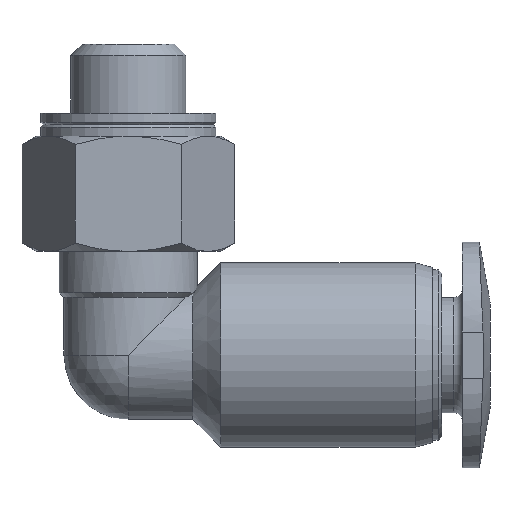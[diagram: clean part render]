
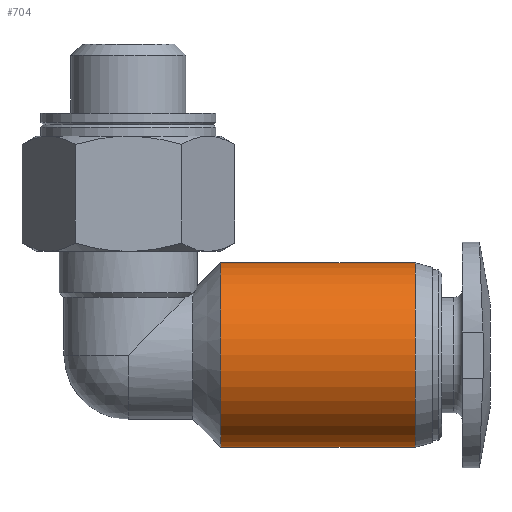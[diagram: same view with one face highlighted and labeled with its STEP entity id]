
A CAD part, front view. The second image highlights one B-rep face of the part: STEP entity #704.
In plain terms, the highlighted cylindrical face has radius 4 mm (diameter 8 mm), a partial arc.
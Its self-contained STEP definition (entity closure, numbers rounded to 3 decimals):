
#140 = VERTEX_POINT ( 'NONE', #504 ) ;
#321 = CIRCLE ( 'NONE', #1490, 4. ) ;
#329 = DIRECTION ( 'NONE',  ( 0., 0., -1. ) ) ;
#346 = EDGE_CURVE ( 'NONE', #999, #2274, #1656, .T. ) ;
#349 = CARTESIAN_POINT ( 'NONE',  ( 4., 0., 4. ) ) ;
#439 = CARTESIAN_POINT ( 'NONE',  ( 12.457, 0., 0. ) ) ;
#442 = CARTESIAN_POINT ( 'NONE',  ( 4., 0., -4. ) ) ;
#504 = CARTESIAN_POINT ( 'NONE',  ( 12.457, 0., 4. ) ) ;
#521 = CARTESIAN_POINT ( 'NONE',  ( 4., 0., 0. ) ) ;
#653 = ORIENTED_EDGE ( 'NONE', *, *, #2093, .T. ) ;
#704 = ADVANCED_FACE ( 'CYL_1', ( #2317 ), #1924, .T. ) ;
#934 = ORIENTED_EDGE ( 'NONE', *, *, #346, .T. ) ;
#999 = VERTEX_POINT ( 'NONE', #442 ) ;
#1156 = DIRECTION ( 'NONE',  ( 1., 0., 0. ) ) ;
#1256 = CARTESIAN_POINT ( 'NONE',  ( 15.7, 0., 4. ) ) ;
#1490 = AXIS2_PLACEMENT_3D ( 'NONE', #439, #1905, #2256 ) ;
#1510 = CARTESIAN_POINT ( 'NONE',  ( 12.457, 0., -4. ) ) ;
#1656 = LINE ( 'NONE', #1904, #1846 ) ;
#1693 = AXIS2_PLACEMENT_3D ( 'NONE', #521, #1983, #2342 ) ;
#1782 = CARTESIAN_POINT ( 'NONE',  ( 15.7, 0., 0. ) ) ;
#1846 = VECTOR ( 'NONE', #1156, 1000. ) ;
#1869 = LINE ( 'NONE', #1256, #2233 ) ;
#1904 = CARTESIAN_POINT ( 'NONE',  ( 15.7, 0., -4. ) ) ;
#1905 = DIRECTION ( 'NONE',  ( 1., 0., 0. ) ) ;
#1913 = EDGE_LOOP ( 'NONE', ( #2278, #653, #934, #2102 ) ) ;
#1924 = CYLINDRICAL_SURFACE ( 'NONE', #2121, 4. ) ;
#1963 = DIRECTION ( 'NONE',  ( 1., 0., 0. ) ) ;
#1983 = DIRECTION ( 'NONE',  ( 1., 0., 0. ) ) ;
#1993 = DIRECTION ( 'NONE',  ( 1., 0., 0. ) ) ;
#1997 = EDGE_CURVE ( 'NONE', #2049, #140, #1869, .T. ) ;
#2049 = VERTEX_POINT ( 'NONE', #349 ) ;
#2087 = CIRCLE ( 'NONE', #1693, 4. ) ;
#2093 = EDGE_CURVE ( 'NONE', #2049, #999, #2087, .T. ) ;
#2102 = ORIENTED_EDGE ( 'NONE', *, *, #2324, .F. ) ;
#2121 = AXIS2_PLACEMENT_3D ( 'NONE', #1782, #1963, #329 ) ;
#2233 = VECTOR ( 'NONE', #1993, 1000. ) ;
#2256 = DIRECTION ( 'NONE',  ( 0., 0., -1. ) ) ;
#2274 = VERTEX_POINT ( 'NONE', #1510 ) ;
#2278 = ORIENTED_EDGE ( 'NONE', *, *, #1997, .F. ) ;
#2317 = FACE_OUTER_BOUND ( 'NONE', #1913, .T. ) ;
#2324 = EDGE_CURVE ( 'NONE', #140, #2274, #321, .T. ) ;
#2342 = DIRECTION ( 'NONE',  ( 0., 0., -1. ) ) ;
